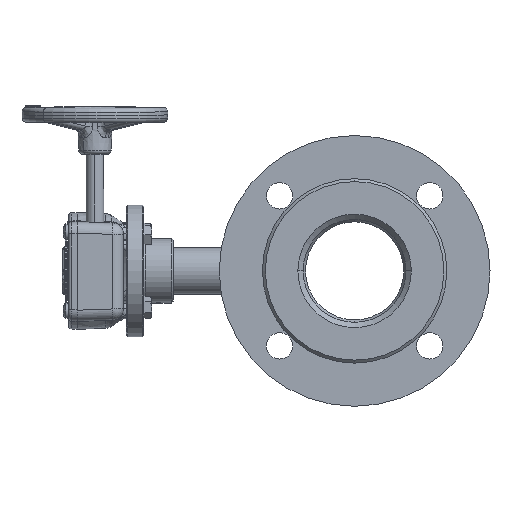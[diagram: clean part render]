
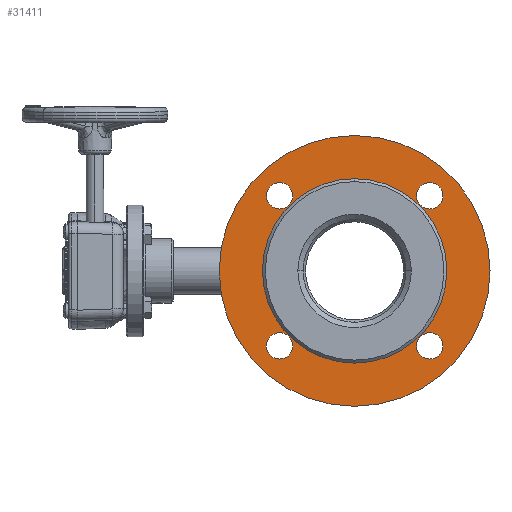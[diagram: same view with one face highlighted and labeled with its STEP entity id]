
A CAD part, left-side view. The second image highlights one B-rep face of the part: STEP entity #31411.
In plain terms, the highlighted planar face has unit normal (-1, 0, 0).
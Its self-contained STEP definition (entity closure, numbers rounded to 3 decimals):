
#860 = AXIS2_PLACEMENT_3D ( 'NONE', #35932, #2282, #26181 ) ;
#1386 = VERTEX_POINT ( 'NONE', #1966 ) ;
#1892 = PLANE ( 'NONE',  #20630 ) ;
#1966 = CARTESIAN_POINT ( 'NONE',  ( -143., 122.41, 60.265 ) ) ;
#2282 = DIRECTION ( 'NONE',  ( 1., 0., 0. ) ) ;
#2743 = CARTESIAN_POINT ( 'NONE',  ( -143., 71.142, 63. ) ) ;
#3134 = ORIENTED_EDGE ( 'NONE', *, *, #24243, .F. ) ;
#3206 = EDGE_CURVE ( 'NONE', #3765, #24036, #6795, .T. ) ;
#3252 = CARTESIAN_POINT ( 'NONE',  ( -143., 122.409, -51.266 ) ) ;
#3765 = VERTEX_POINT ( 'NONE', #24879 ) ;
#3874 = CARTESIAN_POINT ( 'NONE',  ( -143., 122.409, -60.266 ) ) ;
#5249 = VERTEX_POINT ( 'NONE', #19540 ) ;
#5380 = AXIS2_PLACEMENT_3D ( 'NONE', #26433, #22462, #5855 ) ;
#5454 = CIRCLE ( 'NONE', #35862, 92.5 ) ;
#5855 = DIRECTION ( 'NONE',  ( 0., 0., -1. ) ) ;
#6050 = DIRECTION ( 'NONE',  ( 0., 0., 1. ) ) ;
#6242 = VERTEX_POINT ( 'NONE', #29043 ) ;
#6361 = CARTESIAN_POINT ( 'NONE',  ( -143., 19.877, -51.265 ) ) ;
#6721 = EDGE_LOOP ( 'NONE', ( #18805, #14275 ) ) ;
#6795 = CIRCLE ( 'NONE', #37208, 9. ) ;
#7209 = EDGE_CURVE ( 'NONE', #30207, #14500, #22138, .T. ) ;
#7706 = DIRECTION ( 'NONE',  ( 0., 0., 1. ) ) ;
#7863 = CARTESIAN_POINT ( 'NONE',  ( -143., 19.878, 60.266 ) ) ;
#9020 = CIRCLE ( 'NONE', #33787, 9. ) ;
#9259 = DIRECTION ( 'NONE',  ( 0., 0., 1. ) ) ;
#9462 = DIRECTION ( 'NONE',  ( -1., 0., 0. ) ) ;
#9593 = CARTESIAN_POINT ( 'NONE',  ( -143., 122.41, 51.265 ) ) ;
#9920 = DIRECTION ( 'NONE',  ( -1., 0., 0. ) ) ;
#9944 = DIRECTION ( 'NONE',  ( 0., 0., -1. ) ) ;
#11089 = VERTEX_POINT ( 'NONE', #2743 ) ;
#11175 = ORIENTED_EDGE ( 'NONE', *, *, #21907, .F. ) ;
#11497 = DIRECTION ( 'NONE',  ( 1., 0., 0. ) ) ;
#11556 = CARTESIAN_POINT ( 'NONE',  ( -143., 19.877, -60.265 ) ) ;
#12168 = ORIENTED_EDGE ( 'NONE', *, *, #3206, .F. ) ;
#12329 = DIRECTION ( 'NONE',  ( 0., 0., 1. ) ) ;
#12480 = AXIS2_PLACEMENT_3D ( 'NONE', #41276, #34839, #41493 ) ;
#12939 = EDGE_CURVE ( 'NONE', #14500, #30207, #22430, .T. ) ;
#13022 = CARTESIAN_POINT ( 'NONE',  ( -143., 71.142, 0. ) ) ;
#13772 = DIRECTION ( 'NONE',  ( 0., 0., 1. ) ) ;
#14275 = ORIENTED_EDGE ( 'NONE', *, *, #7209, .F. ) ;
#14500 = VERTEX_POINT ( 'NONE', #19130 ) ;
#15083 = EDGE_CURVE ( 'NONE', #17265, #30547, #5454, .T. ) ;
#15390 = CARTESIAN_POINT ( 'NONE',  ( -143., 8.142, 0. ) ) ;
#16107 = EDGE_CURVE ( 'NONE', #24036, #3765, #9020, .T. ) ;
#16237 = DIRECTION ( 'NONE',  ( -1., 0., 0. ) ) ;
#16347 = CIRCLE ( 'NONE', #19151, 63. ) ;
#16740 = DIRECTION ( 'NONE',  ( -1., 0., 0. ) ) ;
#17038 = AXIS2_PLACEMENT_3D ( 'NONE', #27068, #40599, #13772 ) ;
#17083 = ORIENTED_EDGE ( 'NONE', *, *, #16107, .F. ) ;
#17265 = VERTEX_POINT ( 'NONE', #21979 ) ;
#18055 = FACE_OUTER_BOUND ( 'NONE', #24106, .T. ) ;
#18437 = DIRECTION ( 'NONE',  ( -1., 0., 0. ) ) ;
#18805 = ORIENTED_EDGE ( 'NONE', *, *, #12939, .F. ) ;
#18893 = CIRCLE ( 'NONE', #28124, 9. ) ;
#19130 = CARTESIAN_POINT ( 'NONE',  ( -143., 19.877, -42.265 ) ) ;
#19151 = AXIS2_PLACEMENT_3D ( 'NONE', #41856, #11497, #25000 ) ;
#19540 = CARTESIAN_POINT ( 'NONE',  ( -143., 19.878, 42.266 ) ) ;
#19790 = EDGE_LOOP ( 'NONE', ( #32554, #40769 ) ) ;
#20374 = AXIS2_PLACEMENT_3D ( 'NONE', #30072, #9920, #9259 ) ;
#20545 = DIRECTION ( 'NONE',  ( -1., 0., 0. ) ) ;
#20630 = AXIS2_PLACEMENT_3D ( 'NONE', #15390, #35550, #31587 ) ;
#21390 = FACE_BOUND ( 'NONE', #34036, .T. ) ;
#21772 = DIRECTION ( 'NONE',  ( 0., 0., 1. ) ) ;
#21797 = CIRCLE ( 'NONE', #20374, 9. ) ;
#21907 = EDGE_CURVE ( 'NONE', #30547, #17265, #24472, .T. ) ;
#21979 = CARTESIAN_POINT ( 'NONE',  ( -143., 71.142, -92.5 ) ) ;
#22138 = CIRCLE ( 'NONE', #27809, 9. ) ;
#22188 = EDGE_CURVE ( 'NONE', #1386, #23158, #25923, .T. ) ;
#22430 = CIRCLE ( 'NONE', #42228, 9. ) ;
#22462 = DIRECTION ( 'NONE',  ( 1., 0., 0. ) ) ;
#23158 = VERTEX_POINT ( 'NONE', #37433 ) ;
#24036 = VERTEX_POINT ( 'NONE', #3874 ) ;
#24106 = EDGE_LOOP ( 'NONE', ( #40672, #11175 ) ) ;
#24243 = EDGE_CURVE ( 'NONE', #23158, #1386, #18893, .T. ) ;
#24472 = CIRCLE ( 'NONE', #5380, 92.5 ) ;
#24879 = CARTESIAN_POINT ( 'NONE',  ( -143., 122.409, -42.266 ) ) ;
#24924 = FACE_BOUND ( 'NONE', #6721, .T. ) ;
#25000 = DIRECTION ( 'NONE',  ( 0., 0., -1. ) ) ;
#25362 = FACE_BOUND ( 'NONE', #27379, .T. ) ;
#25923 = CIRCLE ( 'NONE', #12480, 9. ) ;
#26102 = DIRECTION ( 'NONE',  ( 1., 0., 0. ) ) ;
#26181 = DIRECTION ( 'NONE',  ( 0., 0., -1. ) ) ;
#26433 = CARTESIAN_POINT ( 'NONE',  ( -143., 71.142, 0. ) ) ;
#27068 = CARTESIAN_POINT ( 'NONE',  ( -143., 19.878, 51.266 ) ) ;
#27379 = EDGE_LOOP ( 'NONE', ( #12168, #17083 ) ) ;
#27396 = VERTEX_POINT ( 'NONE', #7863 ) ;
#27808 = DIRECTION ( 'NONE',  ( 0., 0., 1. ) ) ;
#27809 = AXIS2_PLACEMENT_3D ( 'NONE', #6361, #9462, #12329 ) ;
#28124 = AXIS2_PLACEMENT_3D ( 'NONE', #9593, #16237, #6050 ) ;
#28262 = FACE_BOUND ( 'NONE', #19790, .T. ) ;
#29043 = CARTESIAN_POINT ( 'NONE',  ( -143., 71.142, -63. ) ) ;
#29341 = EDGE_CURVE ( 'NONE', #5249, #27396, #36135, .T. ) ;
#30072 = CARTESIAN_POINT ( 'NONE',  ( -143., 19.878, 51.266 ) ) ;
#30075 = EDGE_LOOP ( 'NONE', ( #42010, #35230 ) ) ;
#30207 = VERTEX_POINT ( 'NONE', #11556 ) ;
#30547 = VERTEX_POINT ( 'NONE', #43075 ) ;
#30750 = CARTESIAN_POINT ( 'NONE',  ( -143., 19.877, -51.265 ) ) ;
#30975 = EDGE_CURVE ( 'NONE', #11089, #6242, #39749, .T. ) ;
#31411 = ADVANCED_FACE ( 'NONE', ( #41349, #21390, #25362, #24924, #18055, #28262 ), #1892, .F. ) ;
#31587 = DIRECTION ( 'NONE',  ( 0., 0., -1. ) ) ;
#32554 = ORIENTED_EDGE ( 'NONE', *, *, #41615, .T. ) ;
#33787 = AXIS2_PLACEMENT_3D ( 'NONE', #3252, #16740, #27808 ) ;
#34036 = EDGE_LOOP ( 'NONE', ( #37426, #3134 ) ) ;
#34839 = DIRECTION ( 'NONE',  ( -1., 0., 0. ) ) ;
#35230 = ORIENTED_EDGE ( 'NONE', *, *, #29341, .F. ) ;
#35550 = DIRECTION ( 'NONE',  ( 1., 0., 0. ) ) ;
#35862 = AXIS2_PLACEMENT_3D ( 'NONE', #13022, #26102, #9944 ) ;
#35932 = CARTESIAN_POINT ( 'NONE',  ( -143., 71.142, 0. ) ) ;
#36135 = CIRCLE ( 'NONE', #17038, 9. ) ;
#36209 = EDGE_CURVE ( 'NONE', #27396, #5249, #21797, .T. ) ;
#37208 = AXIS2_PLACEMENT_3D ( 'NONE', #39041, #18437, #21772 ) ;
#37426 = ORIENTED_EDGE ( 'NONE', *, *, #22188, .F. ) ;
#37433 = CARTESIAN_POINT ( 'NONE',  ( -143., 122.41, 42.265 ) ) ;
#39041 = CARTESIAN_POINT ( 'NONE',  ( -143., 122.409, -51.266 ) ) ;
#39749 = CIRCLE ( 'NONE', #860, 63. ) ;
#40599 = DIRECTION ( 'NONE',  ( -1., 0., 0. ) ) ;
#40672 = ORIENTED_EDGE ( 'NONE', *, *, #15083, .F. ) ;
#40769 = ORIENTED_EDGE ( 'NONE', *, *, #30975, .T. ) ;
#41276 = CARTESIAN_POINT ( 'NONE',  ( -143., 122.41, 51.265 ) ) ;
#41349 = FACE_BOUND ( 'NONE', #30075, .T. ) ;
#41493 = DIRECTION ( 'NONE',  ( 0., 0., 1. ) ) ;
#41615 = EDGE_CURVE ( 'NONE', #6242, #11089, #16347, .T. ) ;
#41856 = CARTESIAN_POINT ( 'NONE',  ( -143., 71.142, 0. ) ) ;
#42010 = ORIENTED_EDGE ( 'NONE', *, *, #36209, .F. ) ;
#42228 = AXIS2_PLACEMENT_3D ( 'NONE', #30750, #20545, #7706 ) ;
#43075 = CARTESIAN_POINT ( 'NONE',  ( -143., 71.142, 92.5 ) ) ;
